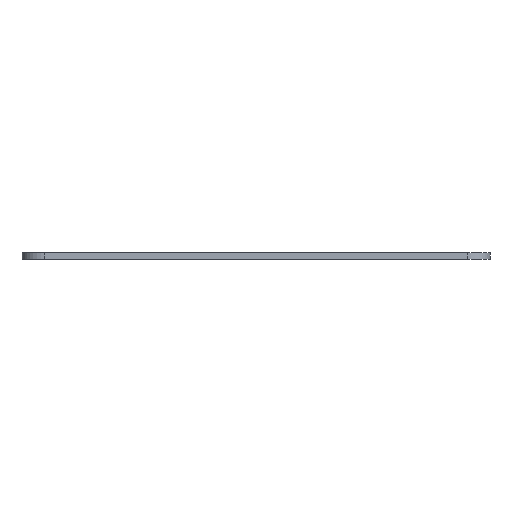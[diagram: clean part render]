
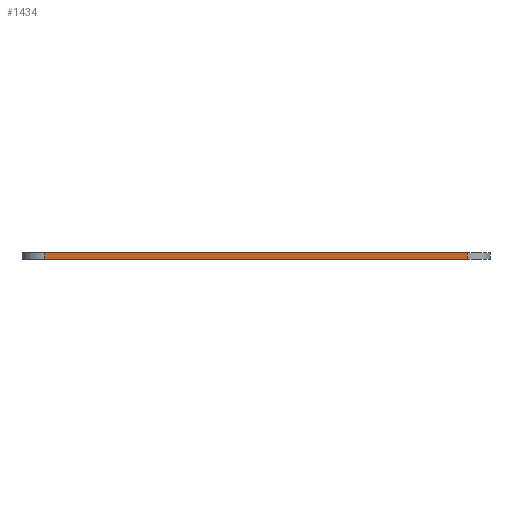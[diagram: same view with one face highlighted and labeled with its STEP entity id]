
A CAD part, left-side view. The second image highlights one B-rep face of the part: STEP entity #1434.
In plain terms, the highlighted planar face has unit normal (-1, 0, 0).
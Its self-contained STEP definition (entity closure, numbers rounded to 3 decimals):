
#37=PLANE('',#1524);
#76=FACE_OUTER_BOUND('',#150,.T.);
#150=EDGE_LOOP('',(#969,#970,#971,#972));
#246=LINE('',#2114,#390);
#247=LINE('',#2117,#391);
#248=LINE('',#2119,#392);
#249=LINE('',#2120,#393);
#390=VECTOR('',#1676,10.);
#391=VECTOR('',#1679,10.);
#392=VECTOR('',#1680,10.);
#393=VECTOR('',#1681,10.);
#605=VERTEX_POINT('',#2107);
#608=VERTEX_POINT('',#2112);
#609=VERTEX_POINT('',#2116);
#610=VERTEX_POINT('',#2118);
#752=EDGE_CURVE('',#608,#605,#246,.T.);
#753=EDGE_CURVE('',#609,#608,#247,.T.);
#754=EDGE_CURVE('',#610,#609,#248,.T.);
#755=EDGE_CURVE('',#605,#610,#249,.T.);
#969=ORIENTED_EDGE('',*,*,#752,.F.);
#970=ORIENTED_EDGE('',*,*,#753,.F.);
#971=ORIENTED_EDGE('',*,*,#754,.F.);
#972=ORIENTED_EDGE('',*,*,#755,.F.);
#1434=ADVANCED_FACE('',(#76),#37,.T.);
#1524=AXIS2_PLACEMENT_3D('',#2115,#1677,#1678);
#1676=DIRECTION('',(0.,0.,1.));
#1677=DIRECTION('center_axis',(-1.,0.,0.));
#1678=DIRECTION('ref_axis',(0.,-1.,0.));
#1679=DIRECTION('',(0.,1.,0.));
#1680=DIRECTION('',(0.,0.,-1.));
#1681=DIRECTION('',(0.,-1.,0.));
#2107=CARTESIAN_POINT('',(-11.896,43.585,1.5));
#2112=CARTESIAN_POINT('',(-11.896,43.585,0.));
#2114=CARTESIAN_POINT('',(-11.896,43.585,0.));
#2115=CARTESIAN_POINT('Origin',(-11.896,48.585,0.));
#2116=CARTESIAN_POINT('',(-11.896,-49.759,0.));
#2117=CARTESIAN_POINT('',(-11.896,-54.759,0.));
#2118=CARTESIAN_POINT('',(-11.896,-49.759,1.5));
#2119=CARTESIAN_POINT('',(-11.896,-49.759,0.));
#2120=CARTESIAN_POINT('',(-11.896,-54.759,1.5));
